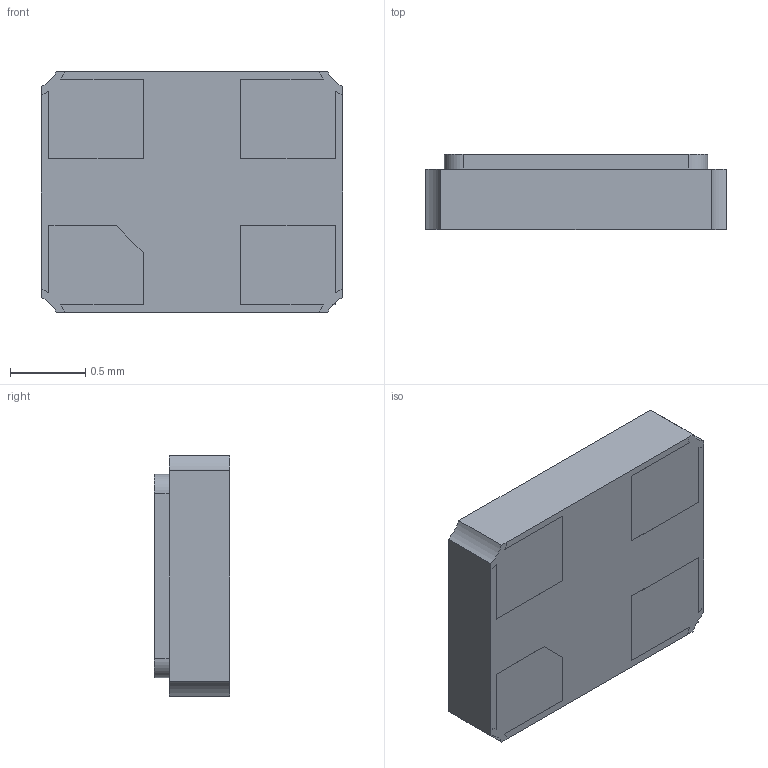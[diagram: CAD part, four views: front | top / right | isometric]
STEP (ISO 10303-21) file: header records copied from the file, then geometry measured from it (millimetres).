
FILE_DESCRIPTION (( 'STEP AP214' ), '1' );
FILE_NAME ('ABM11W.STEP', '2017-02-14T11:28:51', ( 'sathurthi' ), ( '' ), 'SwSTEP 2.0', 'SolidWorks 2014', '' );
FILE_SCHEMA (( 'AUTOMOTIVE_DESIGN' ));
Length unit declared in the file: millimetre
Products named in the file (1): ABM11W
Bounding box: 2 x 0.5 x 1.6 mm (x, y, z)
Volume: 1.5 mm3; surface area: 9.8 mm2
Topology: 1 solids, 1 shells, 149 faces, 408 edges, 272 vertices
Faces by surface type: plane 105, bspline 24, cylinder 20
Entity records: 7143 total; most frequent: CARTESIAN_POINT 1870, ORIENTED_EDGE 816, DIRECTION 654, EDGE_CURVE 408, VECTOR 318, LINE 318, VERTEX_POINT 272, AXIS2_PLACEMENT_3D 168
